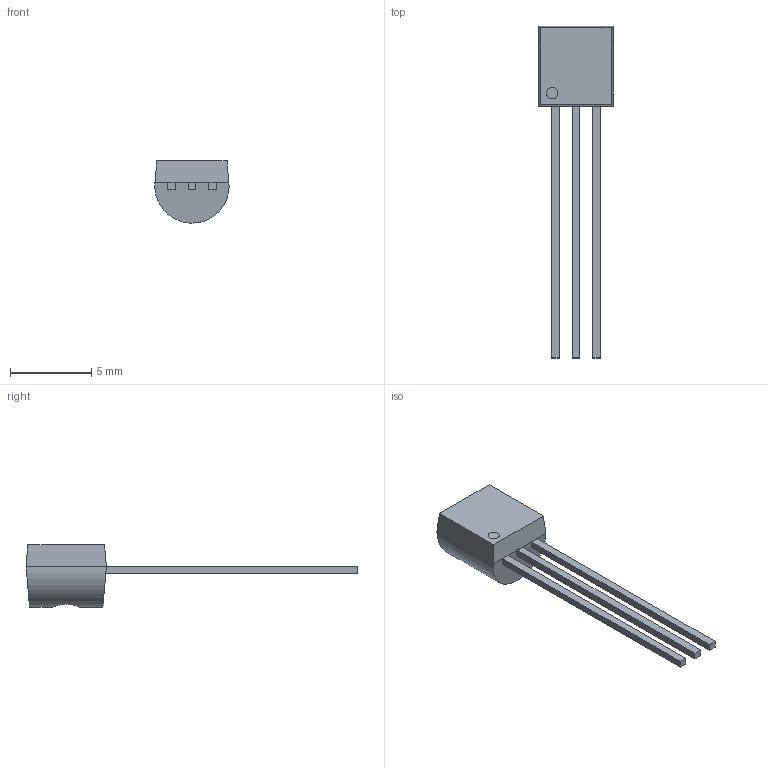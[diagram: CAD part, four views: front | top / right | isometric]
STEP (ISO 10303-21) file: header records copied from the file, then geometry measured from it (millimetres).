
FILE_DESCRIPTION (( 'STEP AP214' ), '1' );
FILE_NAME ('2N3904.STEP', '2020-03-23T16:38:29', ( '' ), ( '' ), 'SwSTEP 2.0', 'SolidWorks 2017', '' );
FILE_SCHEMA (( 'AUTOMOTIVE_DESIGN' ));
Length unit declared in the file: millimetre
Products named in the file (1): 2N3904
Bounding box: 4.56 x 20.44 x 3.83 mm (x, y, z)
Volume: 81.4 mm3; surface area: 188.3 mm2
Topology: 5 solids, 5 shells, 37 faces, 78 edges, 52 vertices
Faces by surface type: plane 29, cylinder 8
Entity records: 1080 total; most frequent: CARTESIAN_POINT 216, ORIENTED_EDGE 156, DIRECTION 156, EDGE_CURVE 78, VECTOR 60, LINE 60, VERTEX_POINT 52, AXIS2_PLACEMENT_3D 48
